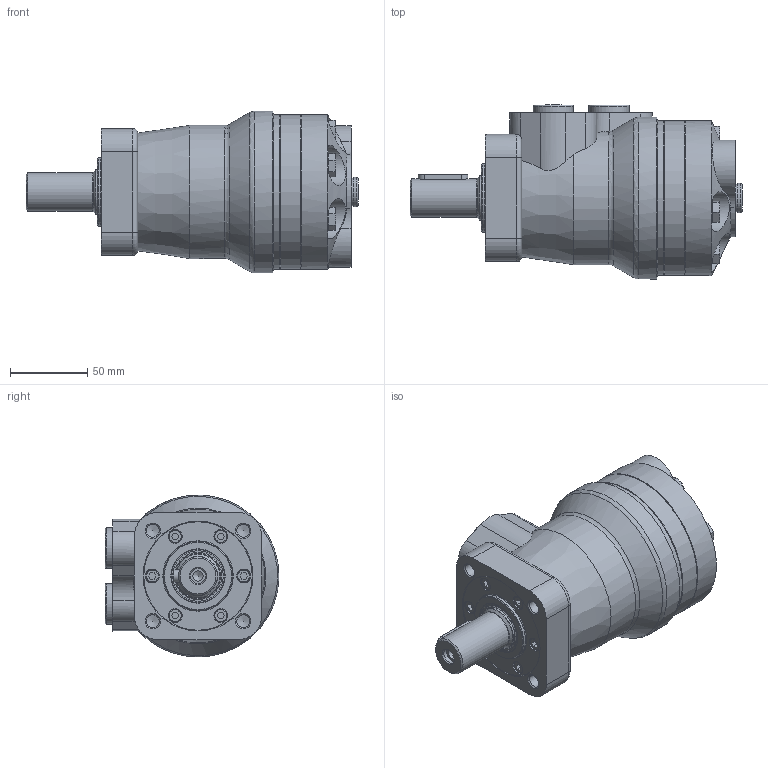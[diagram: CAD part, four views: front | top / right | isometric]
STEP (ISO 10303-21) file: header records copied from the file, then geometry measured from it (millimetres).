
FILE_DESCRIPTION(/* description */ ('STEP AP214'),/* implementation_level */ '2;1');
FILE_NAME(/* name */ 'MRQE80CD',/* time_stamp */ '2023-02-15T07:54:49+01:00',/* author */ ('License CC BY-ND 4.0'),/* organization */ ('CADENAS'),/* preprocessor_version */ 'ST-DEVELOPER v18.102',/* originating_system */ 'PARTsolutions',/* authorisation */ ' ');
FILE_SCHEMA (('AUTOMOTIVE_DESIGN {1 0 10303 214 3 1 1}'));
Length unit declared in the file: millimetre
Products named in the file (7): MRQE80CD; MREF; MR80D; MRVP; MPQDMF; MPCSH; MRQEUB
Assembly tree (6 placements, depth 2):
  MRQE80CD
    MREF
    MR80D
    MRVP
    MPQDMF
    MPCSH
    MRQEUB
Bounding box: 214.25 x 112.24 x 104.48 mm (x, y, z)
Volume: 1102938 mm3; surface area: 146874.5 mm2
Topology: 6 solids, 6 shells, 374 faces, 816 edges, 503 vertices
Faces by surface type: plane 194, cylinder 91, cone 70, torus 19
Full cylindrical faces by diameter (mm): 2 x2, 6.647 x5, 8.376 x4, 8.5 x6, 9 x6, 10 x1, 11.9 x5, 12 x2, 13 x5, 15.5 x5, 18 x1, 18.631 x2, 19 x1, 25 x1, 26 x2, 28.56 x1, 29 x1, 32.6 x1, 35 x1, 44.4 x1, 70 x2, 100 x3, 104.48 x1
Entity records: 9857 total; most frequent: CARTESIAN_POINT 2069, DIRECTION 1606, ORIENTED_EDGE 1360, EDGE_CURVE 680, AXIS2_PLACEMENT_3D 657, FACE_BOUND 548, EDGE_LOOP 535, VERTEX_POINT 490
